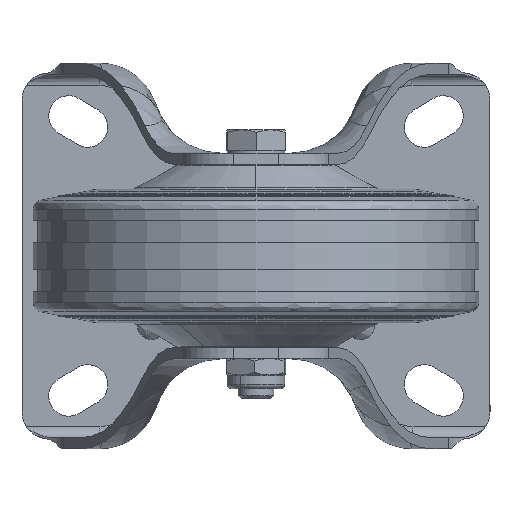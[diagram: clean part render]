
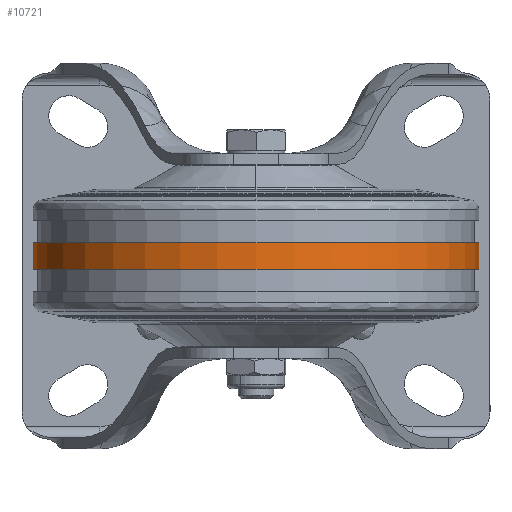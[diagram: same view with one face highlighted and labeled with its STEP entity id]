
A CAD part, front view. The second image highlights one B-rep face of the part: STEP entity #10721.
In plain terms, the highlighted cylindrical face has radius 50 mm (diameter 100 mm), a partial arc.
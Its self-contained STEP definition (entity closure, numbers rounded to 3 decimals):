
#489 = EDGE_LOOP ( 'NONE', ( #22413, #22414, #22415, #22416 ) ) ;
#927 = AXIS2_PLACEMENT_3D ( 'NONE', #1452, #1453, #1454 ) ;
#1452 = CARTESIAN_POINT ( 'NONE',  ( -1.3, 5.577, -3. ) ) ;
#1453 = DIRECTION ( 'NONE',  ( 0., 0., 1. ) ) ;
#1454 = DIRECTION ( 'NONE',  ( -1., 0., 0. ) ) ;
#1507 = CARTESIAN_POINT ( 'NONE',  ( -51.3, 5.577, 14.73 ) ) ;
#1510 = DIRECTION ( 'NONE',  ( 0., 0., -1. ) ) ;
#2396 = DIRECTION ( 'NONE',  ( -1., 0., 0. ) ) ;
#2398 = DIRECTION ( 'NONE',  ( 0., 0., -1. ) ) ;
#2400 = CARTESIAN_POINT ( 'NONE',  ( -1.3, 5.577, 14.73 ) ) ;
#9142 = FACE_OUTER_BOUND ( 'NONE', #489, .T. ) ;
#9159 = CYLINDRICAL_SURFACE ( 'NONE', #18148, 50. ) ;
#9466 = VECTOR ( 'NONE', #21638, 1000. ) ;
#9468 = CIRCLE ( 'NONE', #18329, 50. ) ;
#9472 = LINE ( 'NONE', #21637, #9466 ) ;
#10396 = EDGE_CURVE ( 'NONE', #11129, #11075, #23220, .T. ) ;
#10408 = EDGE_CURVE ( 'NONE', #11125, #11129, #23237, .T. ) ;
#10721 = ADVANCED_FACE ( 'NONE', ( #9142 ), #9159, .T. ) ;
#11051 = VERTEX_POINT ( 'NONE', #21531 ) ;
#11075 = VERTEX_POINT ( 'NONE', #21555 ) ;
#11125 = VERTEX_POINT ( 'NONE', #21605 ) ;
#11129 = VERTEX_POINT ( 'NONE', #21609 ) ;
#14972 = EDGE_CURVE ( 'NONE', #11051, #11075, #9472, .T. ) ;
#14973 = EDGE_CURVE ( 'NONE', #11125, #11051, #9468, .T. ) ;
#18148 = AXIS2_PLACEMENT_3D ( 'NONE', #2400, #2398, #2396 ) ;
#18329 = AXIS2_PLACEMENT_3D ( 'NONE', #21640, #21641, #21642 ) ;
#21531 = CARTESIAN_POINT ( 'NONE',  ( 48.7, 5.577, 3. ) ) ;
#21555 = CARTESIAN_POINT ( 'NONE',  ( 48.7, 5.577, -3. ) ) ;
#21605 = CARTESIAN_POINT ( 'NONE',  ( -51.3, 5.577, 3. ) ) ;
#21609 = CARTESIAN_POINT ( 'NONE',  ( -51.3, 5.577, -3. ) ) ;
#21637 = CARTESIAN_POINT ( 'NONE',  ( 48.7, 5.577, 14.73 ) ) ;
#21638 = DIRECTION ( 'NONE',  ( 0., 0., -1. ) ) ;
#21640 = CARTESIAN_POINT ( 'NONE',  ( -1.3, 5.577, 3. ) ) ;
#21641 = DIRECTION ( 'NONE',  ( 0., 0., 1. ) ) ;
#21642 = DIRECTION ( 'NONE',  ( -1., 0., 0. ) ) ;
#22413 = ORIENTED_EDGE ( 'NONE', *, *, #14972, .F. ) ;
#22414 = ORIENTED_EDGE ( 'NONE', *, *, #14973, .F. ) ;
#22415 = ORIENTED_EDGE ( 'NONE', *, *, #10408, .T. ) ;
#22416 = ORIENTED_EDGE ( 'NONE', *, *, #10396, .T. ) ;
#23220 = CIRCLE ( 'NONE', #927, 50. ) ;
#23237 = LINE ( 'NONE', #1507, #23240 ) ;
#23240 = VECTOR ( 'NONE', #1510, 1000. ) ;
